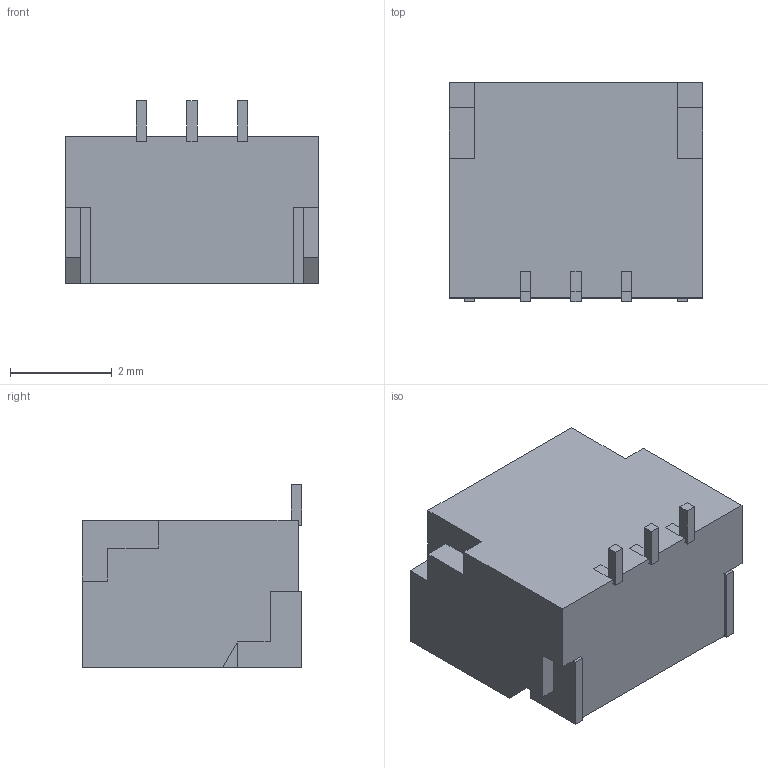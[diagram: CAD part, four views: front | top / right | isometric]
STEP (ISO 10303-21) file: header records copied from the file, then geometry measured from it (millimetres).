
FILE_DESCRIPTION (( 'STEP AP214' ), '1' );
FILE_NAME ('JST_SH_BM03B-SRSS-TB.STEP', '2021-01-14T14:16:47+00:00', 'Stefan Hamminga', '', '', '', '');
FILE_SCHEMA (( 'AUTOMOTIVE_DESIGN' ));
Length unit declared in the file: millimetre
Products named in the file (1): JST_SH_BM03B-SRSS-TB
Bounding box: 5 x 4.32 x 3.6 mm (x, y, z)
Volume: 38.6 mm3; surface area: 159.7 mm2
Topology: 6 solids, 6 shells, 91 faces, 234 edges, 156 vertices
Faces by surface type: plane 91
Entity records: 3139 total; most frequent: CARTESIAN_POINT 482, ORIENTED_EDGE 468, DIRECTION 418, VECTOR 234, LINE 234, EDGE_CURVE 234, VERTEX_POINT 156, AXIS2_PLACEMENT_3D 92
